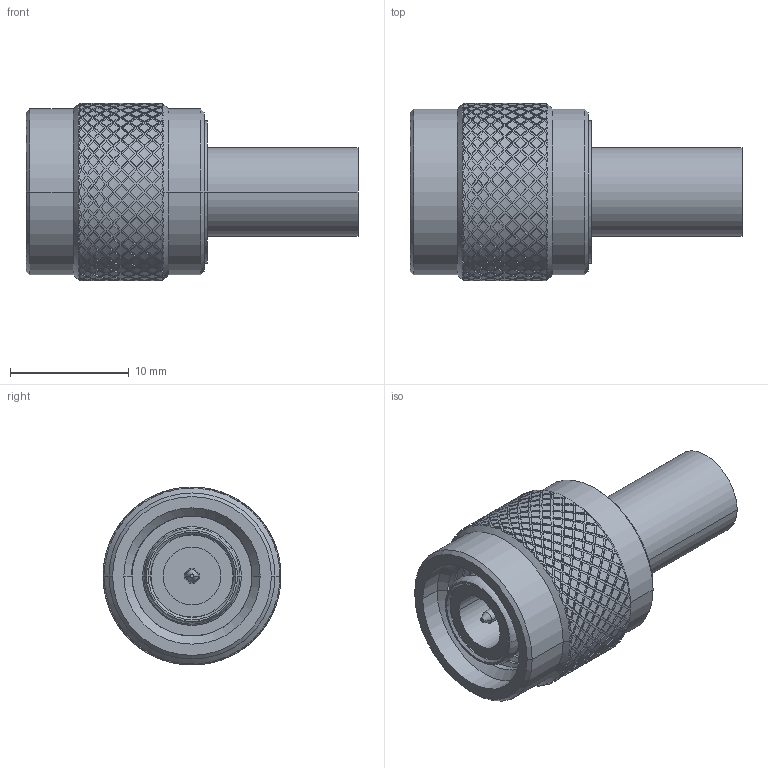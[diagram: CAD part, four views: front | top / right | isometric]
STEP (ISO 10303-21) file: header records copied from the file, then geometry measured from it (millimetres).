
FILE_DESCRIPTION((''),'2;1');
FILE_NAME('1','2021-08-28T',('Administrator'),(''),'PRO/ENGINEER BY PARAMETRIC TECHNOLOGY CORPORATION, 2012090','PRO/ENGINEER BY PARAMETRIC TECHNOLOGY CORPORATION, 2012090','');
FILE_SCHEMA(('CONFIG_CONTROL_DESIGN'));
Products named in the file (1): 1
Bounding box: 28 x 15 x 15 mm (x, y, z)
Volume: 2277.1 mm3; surface area: 2765.6 mm2
Topology: 1 solids, 1 shells, 3308 faces, 7824 edges, 4528 vertices
Faces by surface type: bspline 2736, cylinder 532, cone 22, plane 14, torus 4
Entity records: 210044 total; most frequent: CARTESIAN_POINT 156560, ORIENTED_EDGE 15648, EDGE_CURVE 7824, B_SPLINE_CURVE_WITH_KNOTS 6614, VERTEX_POINT 4528, EDGE_LOOP 3318, FACE_OUTER_BOUND 3308, ADVANCED_FACE 3308
